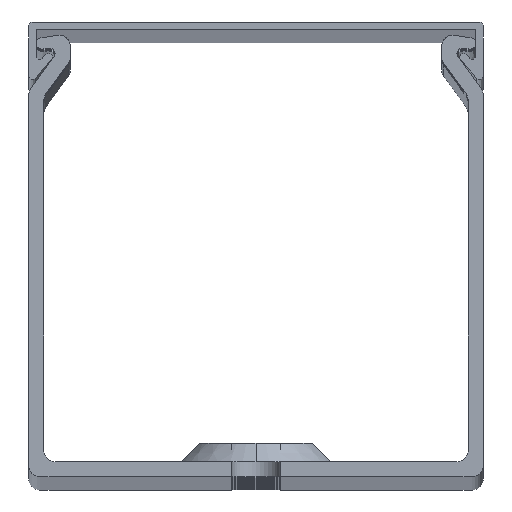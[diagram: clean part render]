
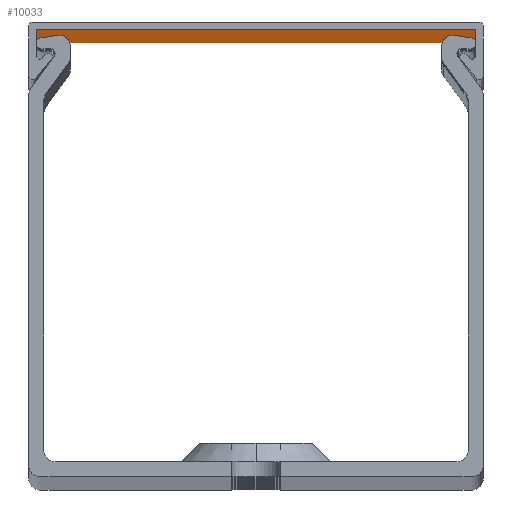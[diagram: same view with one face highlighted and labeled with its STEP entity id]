
A CAD part, top view. The second image highlights one B-rep face of the part: STEP entity #10033.
In plain terms, the highlighted planar face has unit normal (0, -1, 0).
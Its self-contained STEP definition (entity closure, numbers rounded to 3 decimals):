
#181 = LINE ( 'NONE', #4171, #11334 ) ;
#320 = DIRECTION ( 'NONE',  ( 1., 0., 0. ) ) ;
#743 = DIRECTION ( 'NONE',  ( 0., 1., 0. ) ) ;
#3452 = DIRECTION ( 'NONE',  ( 0., 0., -1. ) ) ;
#4171 = CARTESIAN_POINT ( 'NONE',  ( 29., 59., 560.585 ) ) ;
#4723 = FACE_OUTER_BOUND ( 'NONE', #9931, .T. ) ;
#5047 = ORIENTED_EDGE ( 'NONE', *, *, #16515, .F. ) ;
#5688 = LINE ( 'NONE', #13502, #25976 ) ;
#6401 = CARTESIAN_POINT ( 'NONE',  ( -29., 59., 500. ) ) ;
#6660 = CARTESIAN_POINT ( 'NONE',  ( -29., 59., -500. ) ) ;
#7619 = LINE ( 'NONE', #25977, #18513 ) ;
#7916 = ORIENTED_EDGE ( 'NONE', *, *, #25158, .T. ) ;
#9931 = EDGE_LOOP ( 'NONE', ( #5047, #7916, #22801, #18402 ) ) ;
#10033 = ADVANCED_FACE ( 'NONE', ( #4723 ), #20889, .F. ) ;
#11334 = VECTOR ( 'NONE', #18462, 1000. ) ;
#12206 = EDGE_CURVE ( 'NONE', #12733, #22939, #5688, .T. ) ;
#12733 = VERTEX_POINT ( 'NONE', #6401 ) ;
#12975 = CARTESIAN_POINT ( 'NONE',  ( -29., 59., -500. ) ) ;
#13202 = DIRECTION ( 'NONE',  ( -1., 0., 0. ) ) ;
#13429 = VECTOR ( 'NONE', #320, 1000. ) ;
#13502 = CARTESIAN_POINT ( 'NONE',  ( -29., 59., 560.585 ) ) ;
#14487 = LINE ( 'NONE', #6660, #13429 ) ;
#15295 = DIRECTION ( 'NONE',  ( -1., 0., 0. ) ) ;
#16431 = VERTEX_POINT ( 'NONE', #19665 ) ;
#16515 = EDGE_CURVE ( 'NONE', #16431, #18038, #181, .T. ) ;
#17931 = CARTESIAN_POINT ( 'NONE',  ( 29., 59., -500. ) ) ;
#18038 = VERTEX_POINT ( 'NONE', #17931 ) ;
#18402 = ORIENTED_EDGE ( 'NONE', *, *, #25804, .T. ) ;
#18462 = DIRECTION ( 'NONE',  ( 0., 0., -1. ) ) ;
#18513 = VECTOR ( 'NONE', #13202, 1000. ) ;
#19665 = CARTESIAN_POINT ( 'NONE',  ( 29., 59., 500. ) ) ;
#20889 = PLANE ( 'NONE',  #24097 ) ;
#22801 = ORIENTED_EDGE ( 'NONE', *, *, #12206, .T. ) ;
#22939 = VERTEX_POINT ( 'NONE', #12975 ) ;
#23278 = CARTESIAN_POINT ( 'NONE',  ( -29., 59., 560.585 ) ) ;
#24097 = AXIS2_PLACEMENT_3D ( 'NONE', #23278, #743, #15295 ) ;
#25158 = EDGE_CURVE ( 'NONE', #16431, #12733, #7619, .T. ) ;
#25804 = EDGE_CURVE ( 'NONE', #22939, #18038, #14487, .T. ) ;
#25976 = VECTOR ( 'NONE', #3452, 1000. ) ;
#25977 = CARTESIAN_POINT ( 'NONE',  ( -29., 59., 500. ) ) ;
